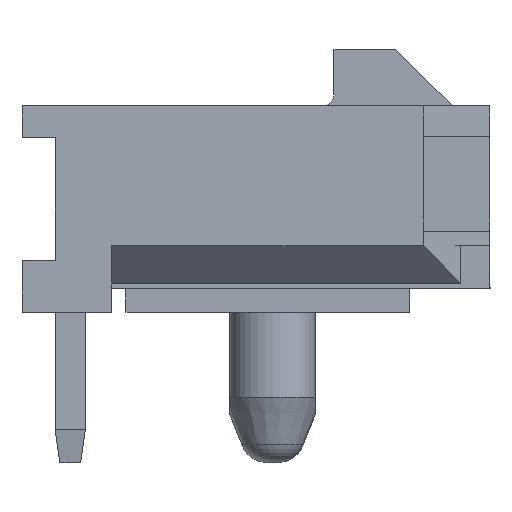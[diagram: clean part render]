
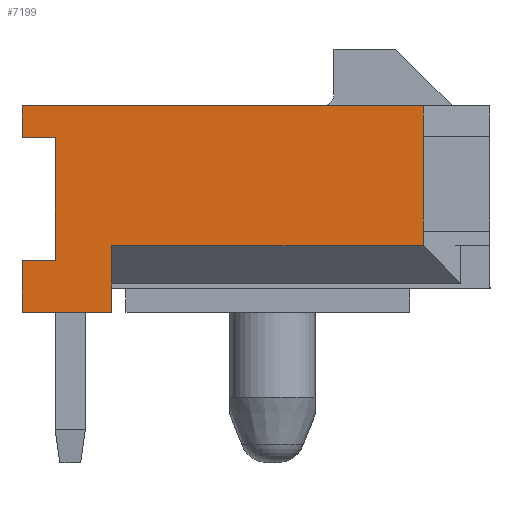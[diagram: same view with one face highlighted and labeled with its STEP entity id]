
A CAD part, left-side view. The second image highlights one B-rep face of the part: STEP entity #7199.
In plain terms, the highlighted planar face has unit normal (-1, 0, 0).
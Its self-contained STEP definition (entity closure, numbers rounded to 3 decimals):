
#987=ORIENTED_EDGE('',*,*,#2920,.T.);
#988=ORIENTED_EDGE('',*,*,#2921,.T.);
#989=ORIENTED_EDGE('',*,*,#2913,.T.);
#990=ORIENTED_EDGE('',*,*,#2922,.T.);
#991=ORIENTED_EDGE('',*,*,#2923,.F.);
#992=ORIENTED_EDGE('',*,*,#2924,.T.);
#993=ORIENTED_EDGE('',*,*,#2925,.F.);
#994=ORIENTED_EDGE('',*,*,#2926,.F.);
#995=ORIENTED_EDGE('',*,*,#2927,.F.);
#996=ORIENTED_EDGE('',*,*,#2386,.T.);
#997=ORIENTED_EDGE('',*,*,#2919,.T.);
#998=ORIENTED_EDGE('',*,*,#2928,.T.);
#2386=EDGE_CURVE('',#3410,#3409,#4083,.T.);
#2913=EDGE_CURVE('',#3818,#3819,#4610,.T.);
#2919=EDGE_CURVE('',#3409,#3823,#4616,.T.);
#2920=EDGE_CURVE('',#3824,#3825,#4617,.T.);
#2921=EDGE_CURVE('',#3825,#3818,#4618,.T.);
#2922=EDGE_CURVE('',#3819,#3826,#4619,.T.);
#2923=EDGE_CURVE('',#3827,#3826,#4620,.T.);
#2924=EDGE_CURVE('',#3827,#3828,#4621,.T.);
#2925=EDGE_CURVE('',#3829,#3828,#4622,.T.);
#2926=EDGE_CURVE('',#3830,#3829,#4623,.T.);
#2927=EDGE_CURVE('',#3410,#3830,#4624,.T.);
#2928=EDGE_CURVE('',#3823,#3824,#4625,.T.);
#3409=VERTEX_POINT('',#10256);
#3410=VERTEX_POINT('',#10258);
#3818=VERTEX_POINT('',#11285);
#3819=VERTEX_POINT('',#11286);
#3823=VERTEX_POINT('',#11296);
#3824=VERTEX_POINT('',#11300);
#3825=VERTEX_POINT('',#11301);
#3826=VERTEX_POINT('',#11304);
#3827=VERTEX_POINT('',#11306);
#3828=VERTEX_POINT('',#11308);
#3829=VERTEX_POINT('',#11310);
#3830=VERTEX_POINT('',#11312);
#4083=LINE('',#10257,#5099);
#4610=LINE('',#11284,#5626);
#4616=LINE('',#11297,#5632);
#4617=LINE('',#11299,#5633);
#4618=LINE('',#11302,#5634);
#4619=LINE('',#11303,#5635);
#4620=LINE('',#11305,#5636);
#4621=LINE('',#11307,#5637);
#4622=LINE('',#11309,#5638);
#4623=LINE('',#11311,#5639);
#4624=LINE('',#11313,#5640);
#4625=LINE('',#11314,#5641);
#5099=VECTOR('',#8281,1000.);
#5626=VECTOR('',#8992,1000.);
#5632=VECTOR('',#9000,1000.);
#5633=VECTOR('',#9003,1000.);
#5634=VECTOR('',#9004,1000.);
#5635=VECTOR('',#9005,1000.);
#5636=VECTOR('',#9006,1000.);
#5637=VECTOR('',#9007,1000.);
#5638=VECTOR('',#9008,1000.);
#5639=VECTOR('',#9009,1000.);
#5640=VECTOR('',#9010,1000.);
#5641=VECTOR('',#9011,1000.);
#6078=EDGE_LOOP('',(#987,#988,#989,#990,#991,#992,#993,#994,#995,#996,#997,
#998));
#6470=FACE_BOUND('',#6078,.T.);
#6837=PLANE('',#7742);
#7199=ADVANCED_FACE('',(#6470),#6837,.T.);
#7742=AXIS2_PLACEMENT_3D('',#11298,#9001,#9002);
#8281=DIRECTION('',(0.,1.,0.));
#8992=DIRECTION('',(0.,0.,-1.));
#9000=DIRECTION('',(0.,0.,-1.));
#9001=DIRECTION('',(-1.,0.,0.));
#9002=DIRECTION('',(0.,0.,1.));
#9003=DIRECTION('',(0.,0.,-1.));
#9004=DIRECTION('',(0.,1.,0.));
#9005=DIRECTION('',(0.,-1.,0.));
#9006=DIRECTION('',(0.,0.,-1.));
#9007=DIRECTION('',(0.,-1.,0.));
#9008=DIRECTION('',(0.,0.,-1.));
#9009=DIRECTION('',(0.,0.,-1.));
#9010=DIRECTION('',(0.,0.,-1.));
#9011=DIRECTION('',(0.,-1.,0.));
#10256=CARTESIAN_POINT('',(-16.825,4.95,2.185));
#10257=CARTESIAN_POINT('',(-16.825,-4.95,2.185));
#10258=CARTESIAN_POINT('',(-16.825,-3.536,2.185));
#11284=CARTESIAN_POINT('',(-16.825,4.95,2.185));
#11285=CARTESIAN_POINT('',(-16.825,4.95,-1.085));
#11286=CARTESIAN_POINT('',(-16.825,4.95,-2.185));
#11296=CARTESIAN_POINT('',(-16.825,4.95,1.515));
#11297=CARTESIAN_POINT('',(-16.825,4.95,2.185));
#11298=CARTESIAN_POINT('',(-16.825,0.,0.));
#11299=CARTESIAN_POINT('',(-16.825,4.25,0.));
#11300=CARTESIAN_POINT('',(-16.825,4.25,1.515));
#11301=CARTESIAN_POINT('',(-16.825,4.25,-1.085));
#11302=CARTESIAN_POINT('',(-16.825,0.,-1.085));
#11303=CARTESIAN_POINT('',(-16.825,4.95,-2.185));
#11304=CARTESIAN_POINT('',(-16.825,3.05,-2.185));
#11305=CARTESIAN_POINT('',(-16.825,3.05,-2.185));
#11306=CARTESIAN_POINT('',(-16.825,3.05,-0.771));
#11307=CARTESIAN_POINT('',(-16.825,3.05,-0.771));
#11308=CARTESIAN_POINT('',(-16.825,-3.536,-0.771));
#11309=CARTESIAN_POINT('',(-16.825,-3.536,0.));
#11310=CARTESIAN_POINT('',(-16.825,-3.536,-0.465));
#11311=CARTESIAN_POINT('',(-16.825,-3.536,1.535));
#11312=CARTESIAN_POINT('',(-16.825,-3.536,1.535));
#11313=CARTESIAN_POINT('',(-16.825,-3.536,0.));
#11314=CARTESIAN_POINT('',(-16.825,0.,1.515));
